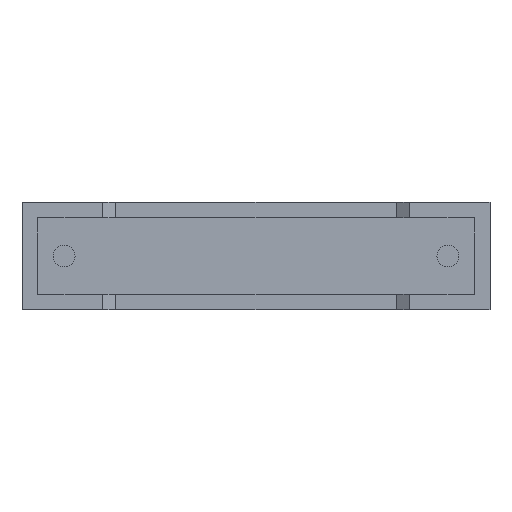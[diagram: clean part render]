
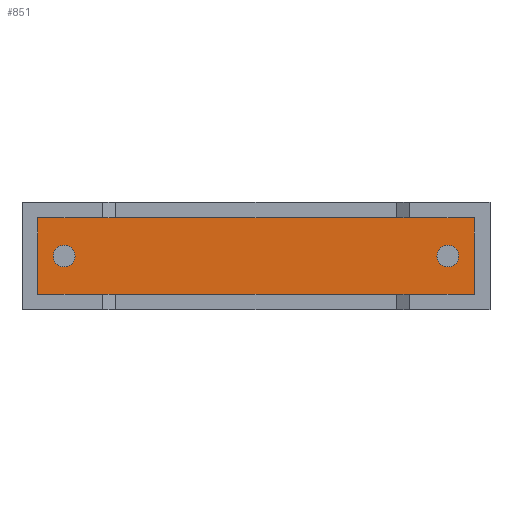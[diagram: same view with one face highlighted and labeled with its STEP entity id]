
A CAD part, front view. The second image highlights one B-rep face of the part: STEP entity #851.
In plain terms, the highlighted planar face has unit normal (0, -1, 0).
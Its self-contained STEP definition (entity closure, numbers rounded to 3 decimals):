
#100 = DIRECTION ( 'NONE',  ( -1., 0., 0. ) ) ;
#142 = EDGE_CURVE ( 'NONE', #569, #2144, #1393, .T. ) ;
#186 = VECTOR ( 'NONE', #2100, 1000. ) ;
#202 = CARTESIAN_POINT ( 'NONE',  ( 16.65, 0.75, 1.675 ) ) ;
#206 = DIRECTION ( 'NONE',  ( 0., -1., 0. ) ) ;
#228 = FACE_BOUND ( 'NONE', #709, .T. ) ;
#286 = VECTOR ( 'NONE', #100, 1000. ) ;
#293 = ORIENTED_EDGE ( 'NONE', *, *, #762, .T. ) ;
#316 = DIRECTION ( 'NONE',  ( 0., 0., -1. ) ) ;
#356 = LINE ( 'NONE', #993, #286 ) ;
#410 = CARTESIAN_POINT ( 'NONE',  ( 0., 0.75, 0. ) ) ;
#470 = VERTEX_POINT ( 'NONE', #678 ) ;
#473 = ORIENTED_EDGE ( 'NONE', *, *, #1444, .F. ) ;
#486 = DIRECTION ( 'NONE',  ( 0., -1., 0. ) ) ;
#522 = LINE ( 'NONE', #1036, #2002 ) ;
#569 = VERTEX_POINT ( 'NONE', #2834 ) ;
#587 = VERTEX_POINT ( 'NONE', #2306 ) ;
#646 = DIRECTION ( 'NONE',  ( 0., -1., 0. ) ) ;
#652 = CARTESIAN_POINT ( 'NONE',  ( 16.65, 0.75, 2.1 ) ) ;
#678 = CARTESIAN_POINT ( 'NONE',  ( 0.61, 0.75, 0.61 ) ) ;
#703 = CARTESIAN_POINT ( 'NONE',  ( 1.65, 0.75, 1.675 ) ) ;
#709 = EDGE_LOOP ( 'NONE', ( #1725, #1330 ) ) ;
#737 = CARTESIAN_POINT ( 'NONE',  ( 17.69, 0.75, 3.59 ) ) ;
#752 = DIRECTION ( 'NONE',  ( 0., -1., 0. ) ) ;
#762 = EDGE_CURVE ( 'NONE', #470, #587, #2455, .T. ) ;
#766 = ORIENTED_EDGE ( 'NONE', *, *, #1360, .T. ) ;
#818 = CARTESIAN_POINT ( 'NONE',  ( 1.65, 0.75, 2.1 ) ) ;
#833 = AXIS2_PLACEMENT_3D ( 'NONE', #652, #486, #2577 ) ;
#851 = ADVANCED_FACE ( 'NONE', ( #2906, #1117, #228 ), #2604, .T. ) ;
#971 = AXIS2_PLACEMENT_3D ( 'NONE', #410, #206, #1831 ) ;
#993 = CARTESIAN_POINT ( 'NONE',  ( 17.69, 0.75, 3.59 ) ) ;
#1036 = CARTESIAN_POINT ( 'NONE',  ( 17.69, 0.75, 0.61 ) ) ;
#1055 = DIRECTION ( 'NONE',  ( 0., 0., -1. ) ) ;
#1117 = FACE_OUTER_BOUND ( 'NONE', #2558, .T. ) ;
#1265 = LINE ( 'NONE', #1394, #186 ) ;
#1311 = VERTEX_POINT ( 'NONE', #737 ) ;
#1328 = EDGE_CURVE ( 'NONE', #2144, #569, #2168, .T. ) ;
#1330 = ORIENTED_EDGE ( 'NONE', *, *, #1328, .F. ) ;
#1360 = EDGE_CURVE ( 'NONE', #1311, #2753, #356, .T. ) ;
#1393 = CIRCLE ( 'NONE', #2140, 0.425 ) ;
#1394 = CARTESIAN_POINT ( 'NONE',  ( 0.61, 0.75, 3.59 ) ) ;
#1429 = ORIENTED_EDGE ( 'NONE', *, *, #2764, .T. ) ;
#1444 = EDGE_CURVE ( 'NONE', #2826, #2256, #3034, .T. ) ;
#1448 = AXIS2_PLACEMENT_3D ( 'NONE', #2789, #646, #2301 ) ;
#1707 = EDGE_LOOP ( 'NONE', ( #2360, #473 ) ) ;
#1724 = CARTESIAN_POINT ( 'NONE',  ( 1.65, 0.75, 2.1 ) ) ;
#1725 = ORIENTED_EDGE ( 'NONE', *, *, #142, .F. ) ;
#1831 = DIRECTION ( 'NONE',  ( 0., 0., -1. ) ) ;
#1959 = EDGE_CURVE ( 'NONE', #2256, #2826, #2656, .T. ) ;
#1994 = CARTESIAN_POINT ( 'NONE',  ( 16.65, 0.75, 2.525 ) ) ;
#1997 = VECTOR ( 'NONE', #2671, 1000. ) ;
#2002 = VECTOR ( 'NONE', #2916, 1000. ) ;
#2100 = DIRECTION ( 'NONE',  ( 0., 0., -1. ) ) ;
#2140 = AXIS2_PLACEMENT_3D ( 'NONE', #818, #2466, #1055 ) ;
#2144 = VERTEX_POINT ( 'NONE', #703 ) ;
#2168 = CIRCLE ( 'NONE', #2652, 0.425 ) ;
#2212 = ORIENTED_EDGE ( 'NONE', *, *, #2541, .T. ) ;
#2256 = VERTEX_POINT ( 'NONE', #1994 ) ;
#2301 = DIRECTION ( 'NONE',  ( 0., 0., -1. ) ) ;
#2306 = CARTESIAN_POINT ( 'NONE',  ( 17.69, 0.75, 0.61 ) ) ;
#2360 = ORIENTED_EDGE ( 'NONE', *, *, #1959, .F. ) ;
#2451 = CARTESIAN_POINT ( 'NONE',  ( 0.61, 0.75, 0.61 ) ) ;
#2455 = LINE ( 'NONE', #2451, #1997 ) ;
#2466 = DIRECTION ( 'NONE',  ( 0., -1., 0. ) ) ;
#2541 = EDGE_CURVE ( 'NONE', #2753, #470, #1265, .T. ) ;
#2558 = EDGE_LOOP ( 'NONE', ( #2212, #293, #1429, #766 ) ) ;
#2577 = DIRECTION ( 'NONE',  ( 0., 0., -1. ) ) ;
#2604 = PLANE ( 'NONE',  #971 ) ;
#2652 = AXIS2_PLACEMENT_3D ( 'NONE', #1724, #752, #316 ) ;
#2656 = CIRCLE ( 'NONE', #833, 0.425 ) ;
#2671 = DIRECTION ( 'NONE',  ( 1., 0., 0. ) ) ;
#2753 = VERTEX_POINT ( 'NONE', #2927 ) ;
#2764 = EDGE_CURVE ( 'NONE', #587, #1311, #522, .T. ) ;
#2789 = CARTESIAN_POINT ( 'NONE',  ( 16.65, 0.75, 2.1 ) ) ;
#2826 = VERTEX_POINT ( 'NONE', #202 ) ;
#2834 = CARTESIAN_POINT ( 'NONE',  ( 1.65, 0.75, 2.525 ) ) ;
#2906 = FACE_BOUND ( 'NONE', #1707, .T. ) ;
#2916 = DIRECTION ( 'NONE',  ( 0., 0., 1. ) ) ;
#2927 = CARTESIAN_POINT ( 'NONE',  ( 0.61, 0.75, 3.59 ) ) ;
#3034 = CIRCLE ( 'NONE', #1448, 0.425 ) ;
